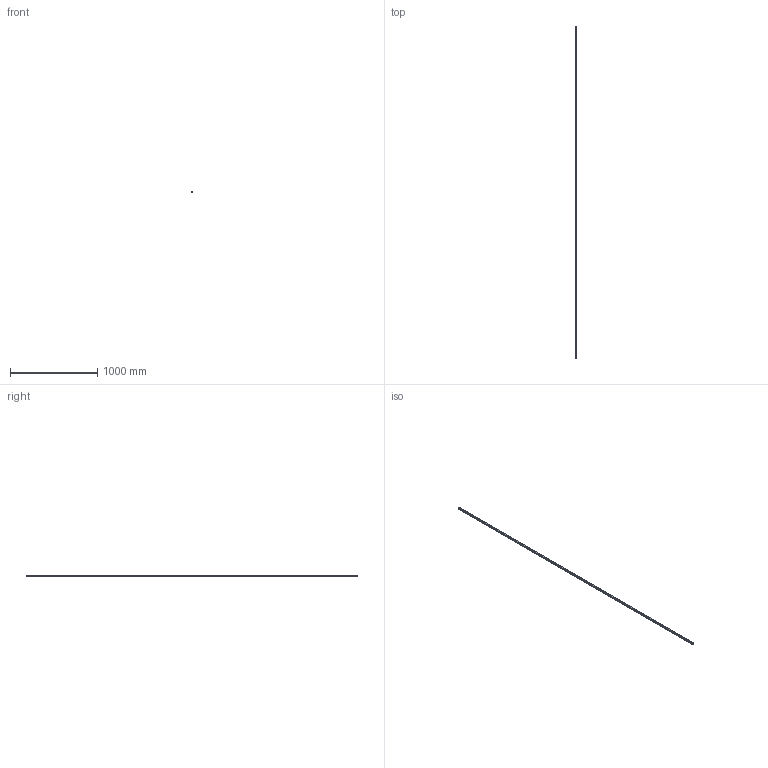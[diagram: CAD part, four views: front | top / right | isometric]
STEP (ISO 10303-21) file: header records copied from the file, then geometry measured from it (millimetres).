
FILE_DESCRIPTION(('STEP AP214'),'1');
FILE_NAME('cctmp_AF65C63D-892D-4AEF-8F20-C10B86EBA132_2021_01_21_15_08_42_0321..stp','2021-01-21T14:08:42',('HIWIN GmbH'),('CADClick - www.CADClick.com'),'Spatial InterOp 3D',' ','unknown authorization');
FILE_SCHEMA(('AUTOMOTIVE_DESIGN'));
Length unit declared in the file: millimetre
Products named in the file (1): HGR20T3810C_FILE
Bounding box: 20 x 3810 x 17.5 mm (x, y, z)
Volume: 1125178 mm3; surface area: 303579.1 mm2
Topology: 1 solids, 1 shells, 363 faces, 943 edges, 522 vertices
Faces by surface type: cylinder 150, cone 128, plane 85
Entity records: 13025 total; most frequent: DIRECTION 1843, CARTESIAN_POINT 1701, ORIENTED_EDGE 1630, EDGE_CURVE 815, AXIS2_PLACEMENT_3D 664, VERTEX_POINT 522, LINE 515, VECTOR 515
